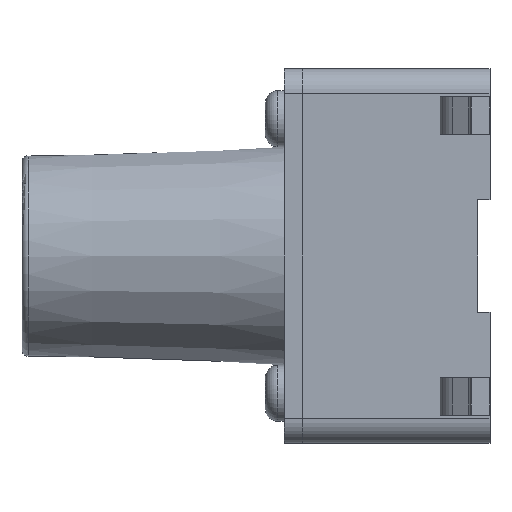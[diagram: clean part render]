
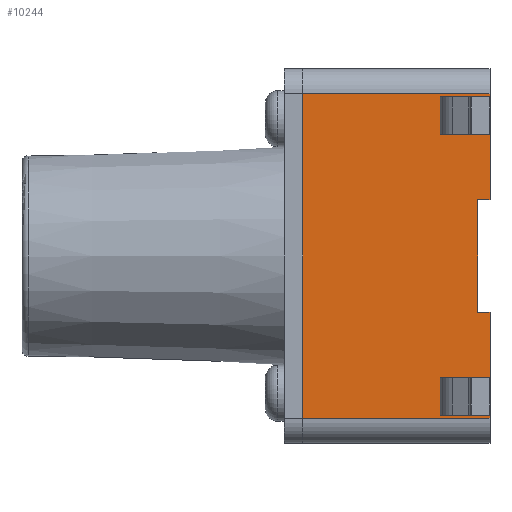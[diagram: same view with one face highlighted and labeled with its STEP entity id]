
A CAD part, left-side view. The second image highlights one B-rep face of the part: STEP entity #10244.
In plain terms, the highlighted planar face has unit normal (-1, 0, 0).
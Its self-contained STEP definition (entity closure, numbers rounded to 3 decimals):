
#72=PLANE('',#10844);
#581=FACE_OUTER_BOUND('',#1129,.T.);
#1129=EDGE_LOOP('',(#7254,#7255,#7256,#7257,#7258,#7259,#7260,#7261));
#1690=LINE('',#14144,#3115);
#1710=LINE('',#14249,#3135);
#1720=LINE('',#14271,#3145);
#1723=LINE('',#14276,#3148);
#1724=LINE('',#14278,#3149);
#1725=LINE('',#14280,#3150);
#1726=LINE('',#14281,#3151);
#1727=LINE('',#14282,#3152);
#3115=VECTOR('',#11445,10.);
#3135=VECTOR('',#11551,1.7);
#3145=VECTOR('',#11567,1.7);
#3148=VECTOR('',#11572,0.2);
#3149=VECTOR('',#11575,3.3);
#3150=VECTOR('',#11576,1.8);
#3151=VECTOR('',#11577,0.2);
#3152=VECTOR('',#11578,3.3);
#4636=VERTEX_POINT('',#14141);
#4637=VERTEX_POINT('',#14143);
#4678=VERTEX_POINT('',#14247);
#4679=VERTEX_POINT('',#14248);
#4687=VERTEX_POINT('',#14268);
#4688=VERTEX_POINT('',#14270);
#4689=VERTEX_POINT('',#14274);
#4690=VERTEX_POINT('',#14279);
#5648=EDGE_CURVE('',#4637,#4636,#1690,.T.);
#5699=EDGE_CURVE('',#4678,#4679,#1710,.T.);
#5711=EDGE_CURVE('',#4688,#4687,#1720,.T.);
#5714=EDGE_CURVE('',#4679,#4689,#1723,.T.);
#5715=EDGE_CURVE('',#4636,#4678,#1724,.T.);
#5716=EDGE_CURVE('',#4689,#4690,#1725,.T.);
#5717=EDGE_CURVE('',#4688,#4690,#1726,.T.);
#5718=EDGE_CURVE('',#4637,#4687,#1727,.T.);
#7254=ORIENTED_EDGE('',*,*,#5648,.T.);
#7255=ORIENTED_EDGE('',*,*,#5715,.T.);
#7256=ORIENTED_EDGE('',*,*,#5699,.T.);
#7257=ORIENTED_EDGE('',*,*,#5714,.T.);
#7258=ORIENTED_EDGE('',*,*,#5716,.T.);
#7259=ORIENTED_EDGE('',*,*,#5717,.F.);
#7260=ORIENTED_EDGE('',*,*,#5711,.T.);
#7261=ORIENTED_EDGE('',*,*,#5718,.F.);
#10244=ADVANCED_FACE('',(#581),#72,.T.);
#10844=AXIS2_PLACEMENT_3D('',#14277,#11573,#11574);
#11445=DIRECTION('',(0.,0.,-1.));
#11551=DIRECTION('',(0.,0.,1.));
#11567=DIRECTION('',(0.,0.,1.));
#11572=DIRECTION('',(0.,1.,0.));
#11573=DIRECTION('center_axis',(-1.,0.,0.));
#11574=DIRECTION('ref_axis',(0.,0.,1.));
#11575=DIRECTION('',(0.,-1.,0.));
#11576=DIRECTION('',(0.,0.,1.));
#11577=DIRECTION('',(0.,1.,0.));
#11578=DIRECTION('',(0.,-1.,0.));
#14141=CARTESIAN_POINT('',(-3.,3.,-2.6));
#14143=CARTESIAN_POINT('',(-3.,3.,2.6));
#14144=CARTESIAN_POINT('',(-3.,3.,-1.5));
#14247=CARTESIAN_POINT('',(-3.,0.,-2.6));
#14248=CARTESIAN_POINT('',(-3.,0.,-0.9));
#14249=CARTESIAN_POINT('',(-3.,0.,-2.6));
#14268=CARTESIAN_POINT('',(-3.,0.,2.6));
#14270=CARTESIAN_POINT('',(-3.,0.,0.9));
#14271=CARTESIAN_POINT('',(-3.,0.,0.9));
#14274=CARTESIAN_POINT('',(-3.,0.2,-0.9));
#14276=CARTESIAN_POINT('',(-3.,0.,-0.9));
#14277=CARTESIAN_POINT('Origin',(-3.,0.,-3.));
#14278=CARTESIAN_POINT('',(-3.,3.3,-2.6));
#14279=CARTESIAN_POINT('',(-3.,0.2,0.9));
#14280=CARTESIAN_POINT('',(-3.,0.2,-0.9));
#14281=CARTESIAN_POINT('',(-3.,0.,0.9));
#14282=CARTESIAN_POINT('',(-3.,3.3,2.6));
